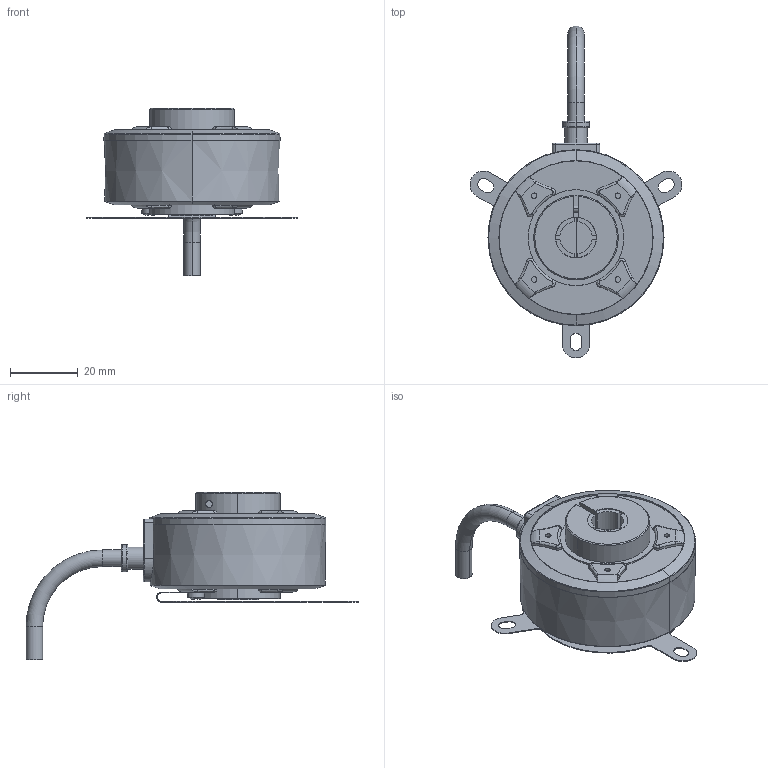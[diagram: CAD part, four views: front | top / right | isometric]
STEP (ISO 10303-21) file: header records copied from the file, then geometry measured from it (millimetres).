
FILE_DESCRIPTION (( 'STEP AP214' ), '1' );
FILE_NAME ('A50H-0360-HZCP9-RL25.STEP', '2024-06-24T19:03:58', ( '' ), ( '' ), 'SwSTEP 2.0', 'SolidWorks 2021', '' );
FILE_SCHEMA (( 'AUTOMOTIVE_DESIGN' ));
Length unit declared in the file: inch
Products named in the file (1): A50H-0360-HZCP9-RL25
Bounding box: 62.59 x 98.05 x 49.51 mm (x, y, z)
Volume: 59930.1 mm3; surface area: 20489.9 mm2
Topology: 8 solids, 8 shells, 504 faces, 1271 edges, 801 vertices
Faces by surface type: plane 168, cylinder 160, bspline 100, torus 43, cone 31, sphere 2
Entity records: 21501 total; most frequent: CARTESIAN_POINT 9803, ORIENTED_EDGE 2538, DIRECTION 2252, EDGE_CURVE 1269, AXIS2_PLACEMENT_3D 868, VERTEX_POINT 801, EDGE_LOOP 556, LINE 516
